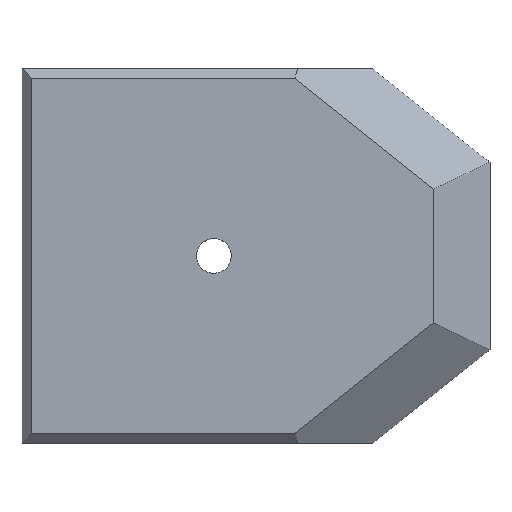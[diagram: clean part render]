
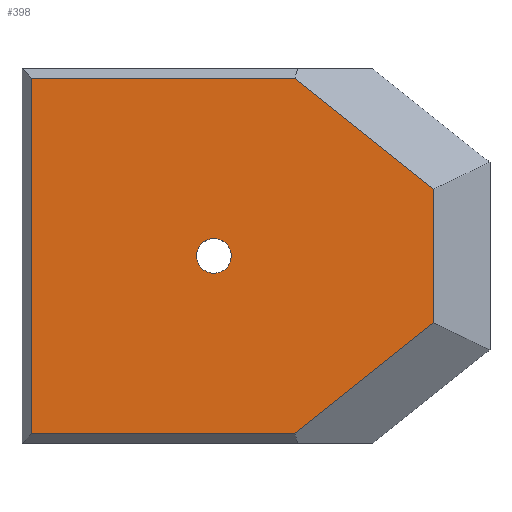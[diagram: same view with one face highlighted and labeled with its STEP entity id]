
A CAD part, top view. The second image highlights one B-rep face of the part: STEP entity #398.
In plain terms, the highlighted planar face has unit normal (0, 0, 1).
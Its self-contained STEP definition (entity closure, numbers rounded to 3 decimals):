
#16=FACE_BOUND('',#75,.T.);
#26=PLANE('',#441);
#48=FACE_OUTER_BOUND('',#74,.T.);
#74=EDGE_LOOP('',(#308,#309,#310,#311,#312,#313));
#75=EDGE_LOOP('',(#314));
#102=LINE('',#603,#145);
#104=LINE('',#607,#147);
#107=LINE('',#613,#150);
#111=LINE('',#621,#154);
#114=LINE('',#627,#157);
#115=LINE('',#628,#158);
#145=VECTOR('',#488,10.);
#147=VECTOR('',#492,10.);
#150=VECTOR('',#497,10.);
#154=VECTOR('',#503,10.);
#157=VECTOR('',#508,10.);
#158=VECTOR('',#509,10.);
#184=CIRCLE('',#432,1.85);
#194=VERTEX_POINT('',#584);
#200=VERTEX_POINT('',#600);
#201=VERTEX_POINT('',#602);
#202=VERTEX_POINT('',#606);
#204=VERTEX_POINT('',#612);
#207=VERTEX_POINT('',#620);
#209=VERTEX_POINT('',#626);
#229=EDGE_CURVE('',#194,#194,#184,.T.);
#236=EDGE_CURVE('',#200,#201,#102,.T.);
#238=EDGE_CURVE('',#201,#202,#104,.T.);
#241=EDGE_CURVE('',#202,#204,#107,.T.);
#245=EDGE_CURVE('',#204,#207,#111,.T.);
#248=EDGE_CURVE('',#209,#200,#114,.T.);
#249=EDGE_CURVE('',#207,#209,#115,.T.);
#308=ORIENTED_EDGE('',*,*,#241,.F.);
#309=ORIENTED_EDGE('',*,*,#238,.F.);
#310=ORIENTED_EDGE('',*,*,#236,.F.);
#311=ORIENTED_EDGE('',*,*,#248,.F.);
#312=ORIENTED_EDGE('',*,*,#249,.F.);
#313=ORIENTED_EDGE('',*,*,#245,.F.);
#314=ORIENTED_EDGE('',*,*,#229,.T.);
#398=ADVANCED_FACE('',(#48,#16),#26,.T.);
#432=AXIS2_PLACEMENT_3D('',#586,#472,#473);
#441=AXIS2_PLACEMENT_3D('',#625,#506,#507);
#472=DIRECTION('center_axis',(0.,0.,-1.));
#473=DIRECTION('ref_axis',(-1.,0.,0.));
#488=DIRECTION('',(0.781,-0.625,0.));
#492=DIRECTION('',(0.,-1.,0.));
#497=DIRECTION('',(-0.781,-0.625,0.));
#503=DIRECTION('',(-1.,0.,0.));
#506=DIRECTION('center_axis',(0.,0.,1.));
#507=DIRECTION('ref_axis',(-1.,0.,0.));
#508=DIRECTION('',(1.,0.,0.));
#509=DIRECTION('',(0.,1.,0.));
#584=CARTESIAN_POINT('',(22.35,96.,9.));
#586=CARTESIAN_POINT('Origin',(20.5,96.,9.));
#600=CARTESIAN_POINT('',(29.145,115.,9.));
#602=CARTESIAN_POINT('',(44.,103.116,9.));
#603=CARTESIAN_POINT('',(41.069,105.461,9.));
#606=CARTESIAN_POINT('',(44.,88.884,9.));
#607=CARTESIAN_POINT('',(44.,91.,9.));
#612=CARTESIAN_POINT('',(29.145,77.,9.));
#613=CARTESIAN_POINT('',(34.819,81.539,9.));
#620=CARTESIAN_POINT('',(1.,77.,9.));
#621=CARTESIAN_POINT('',(12.5,77.,9.));
#625=CARTESIAN_POINT('Origin',(25.,96.,9.));
#626=CARTESIAN_POINT('',(1.,115.,9.));
#627=CARTESIAN_POINT('',(31.25,115.,9.));
#628=CARTESIAN_POINT('',(1.,106.,9.));
